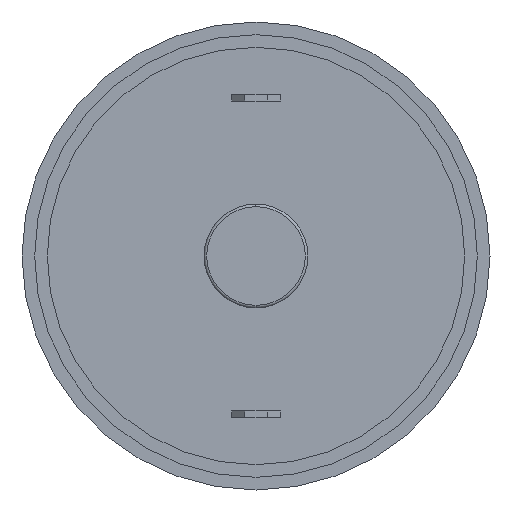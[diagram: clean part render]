
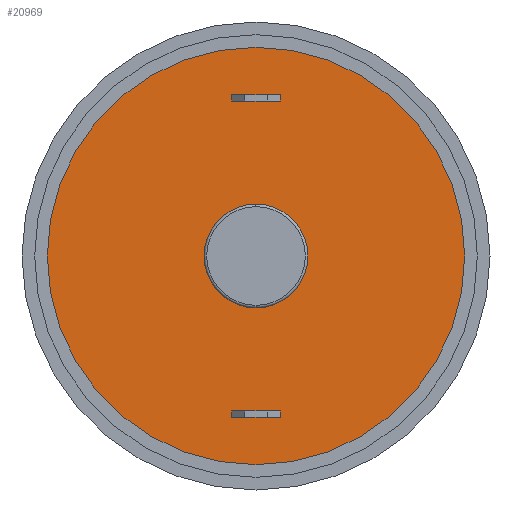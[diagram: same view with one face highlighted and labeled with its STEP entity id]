
A CAD part, front view. The second image highlights one B-rep face of the part: STEP entity #20969.
In plain terms, the highlighted face is planar.
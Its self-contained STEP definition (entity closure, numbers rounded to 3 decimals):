
#20060=CARTESIAN_POINT('',(22.7,0.,0.));
#20061=DIRECTION('',(1.,0.,0.));
#20062=DIRECTION('',(0.,0.,-1.));
#20063=AXIS2_PLACEMENT_3D('',#20060,#20061,#20062);
#20065=CARTESIAN_POINT('',(22.7,0.,0.));
#20066=DIRECTION('',(-1.,0.,0.));
#20067=DIRECTION('',(0.,0.,-1.));
#20068=AXIS2_PLACEMENT_3D('',#20065,#20066,#20067);
#20070=DIRECTION('',(0.,0.,1.));
#20071=VECTOR('',#20070,0.5);
#20072=CARTESIAN_POINT('',(22.7,1.9,-12.75));
#20073=LINE('',#20072,#20071);
#20074=DIRECTION('',(0.,-1.,0.));
#20075=VECTOR('',#20074,3.8);
#20076=CARTESIAN_POINT('',(22.7,1.9,-12.25));
#20077=LINE('',#20076,#20075);
#20078=DIRECTION('',(0.,0.,-1.));
#20079=VECTOR('',#20078,0.5);
#20080=CARTESIAN_POINT('',(22.7,-1.9,-12.25));
#20081=LINE('',#20080,#20079);
#20082=DIRECTION('',(0.,1.,0.));
#20083=VECTOR('',#20082,3.8);
#20084=CARTESIAN_POINT('',(22.7,-1.9,-12.75));
#20085=LINE('',#20084,#20083);
#20086=DIRECTION('',(0.,-1.,0.));
#20087=VECTOR('',#20086,3.8);
#20088=CARTESIAN_POINT('',(22.7,1.9,12.75));
#20089=LINE('',#20088,#20087);
#20090=DIRECTION('',(0.,0.,-1.));
#20091=VECTOR('',#20090,0.5);
#20092=CARTESIAN_POINT('',(22.7,-1.9,12.75));
#20093=LINE('',#20092,#20091);
#20094=DIRECTION('',(0.,1.,0.));
#20095=VECTOR('',#20094,3.8);
#20096=CARTESIAN_POINT('',(22.7,-1.9,12.25));
#20097=LINE('',#20096,#20095);
#20098=DIRECTION('',(0.,0.,1.));
#20099=VECTOR('',#20098,0.5);
#20100=CARTESIAN_POINT('',(22.7,1.9,12.25));
#20101=LINE('',#20100,#20099);
#20111=CARTESIAN_POINT('',(22.7,0.,0.));
#20112=DIRECTION('',(-1.,0.,0.));
#20113=DIRECTION('',(0.,0.,-1.));
#20114=AXIS2_PLACEMENT_3D('',#20111,#20112,#20113);
#20301=CARTESIAN_POINT('',(22.7,0.,0.));
#20302=DIRECTION('',(1.,0.,0.));
#20303=DIRECTION('',(0.,0.,-1.));
#20304=AXIS2_PLACEMENT_3D('',#20301,#20302,#20303);
#20678=CARTESIAN_POINT('',(22.7,0.,-16.5));
#20679=CARTESIAN_POINT('',(22.7,0.,16.5));
#20680=VERTEX_POINT('',#20678);
#20681=VERTEX_POINT('',#20679);
#20766=CARTESIAN_POINT('',(22.7,1.9,-12.75));
#20767=CARTESIAN_POINT('',(22.7,1.9,-12.25));
#20768=VERTEX_POINT('',#20766);
#20769=VERTEX_POINT('',#20767);
#20770=CARTESIAN_POINT('',(22.7,-1.9,-12.25));
#20771=VERTEX_POINT('',#20770);
#20772=CARTESIAN_POINT('',(22.7,-1.9,-12.75));
#20773=VERTEX_POINT('',#20772);
#20774=CARTESIAN_POINT('',(22.7,1.9,12.75));
#20775=CARTESIAN_POINT('',(22.7,-1.9,12.75));
#20776=VERTEX_POINT('',#20774);
#20777=VERTEX_POINT('',#20775);
#20778=CARTESIAN_POINT('',(22.7,-1.9,12.25));
#20779=VERTEX_POINT('',#20778);
#20780=CARTESIAN_POINT('',(22.7,1.9,12.25));
#20781=VERTEX_POINT('',#20780);
#20814=CARTESIAN_POINT('',(22.7,0.,-4.1));
#20815=CARTESIAN_POINT('',(22.7,0.,4.1));
#20816=VERTEX_POINT('',#20814);
#20817=VERTEX_POINT('',#20815);
#20934=CARTESIAN_POINT('',(22.7,0.,0.));
#20935=DIRECTION('',(1.,0.,0.));
#20936=DIRECTION('',(0.,0.,1.));
#20937=AXIS2_PLACEMENT_3D('',#20934,#20935,#20936);
#20938=PLANE('',#20937);
#20940=ORIENTED_EDGE('',*,*,#20939,.T.);
#20942=ORIENTED_EDGE('',*,*,#20941,.F.);
#20943=EDGE_LOOP('',(#20940,#20942));
#20944=FACE_OUTER_BOUND('',#20943,.F.);
#20945=ORIENTED_EDGE('',*,*,#20916,.T.);
#20946=ORIENTED_EDGE('',*,*,#20901,.F.);
#20947=EDGE_LOOP('',(#20945,#20946));
#20948=FACE_BOUND('',#20947,.F.);
#20950=ORIENTED_EDGE('',*,*,#20949,.T.);
#20952=ORIENTED_EDGE('',*,*,#20951,.T.);
#20954=ORIENTED_EDGE('',*,*,#20953,.T.);
#20956=ORIENTED_EDGE('',*,*,#20955,.T.);
#20957=EDGE_LOOP('',(#20950,#20952,#20954,#20956));
#20958=FACE_BOUND('',#20957,.F.);
#20960=ORIENTED_EDGE('',*,*,#20959,.T.);
#20962=ORIENTED_EDGE('',*,*,#20961,.T.);
#20964=ORIENTED_EDGE('',*,*,#20963,.T.);
#20966=ORIENTED_EDGE('',*,*,#20965,.T.);
#20967=EDGE_LOOP('',(#20960,#20962,#20964,#20966));
#20968=FACE_BOUND('',#20967,.F.);
#20064=CIRCLE('',#20063,4.1);
#20069=CIRCLE('',#20068,4.1);
#20115=CIRCLE('',#20114,16.5);
#20305=CIRCLE('',#20304,16.5);
#20901=EDGE_CURVE('',#20816,#20817,#20069,.T.);
#20916=EDGE_CURVE('',#20816,#20817,#20064,.T.);
#20939=EDGE_CURVE('',#20680,#20681,#20115,.T.);
#20941=EDGE_CURVE('',#20680,#20681,#20305,.T.);
#20949=EDGE_CURVE('',#20768,#20769,#20073,.T.);
#20951=EDGE_CURVE('',#20769,#20771,#20077,.T.);
#20953=EDGE_CURVE('',#20771,#20773,#20081,.T.);
#20955=EDGE_CURVE('',#20773,#20768,#20085,.T.);
#20959=EDGE_CURVE('',#20776,#20777,#20089,.T.);
#20961=EDGE_CURVE('',#20777,#20779,#20093,.T.);
#20963=EDGE_CURVE('',#20779,#20781,#20097,.T.);
#20965=EDGE_CURVE('',#20781,#20776,#20101,.T.);
#20969=ADVANCED_FACE('',(#20944,#20948,#20958,#20968),#20938,.T.);
